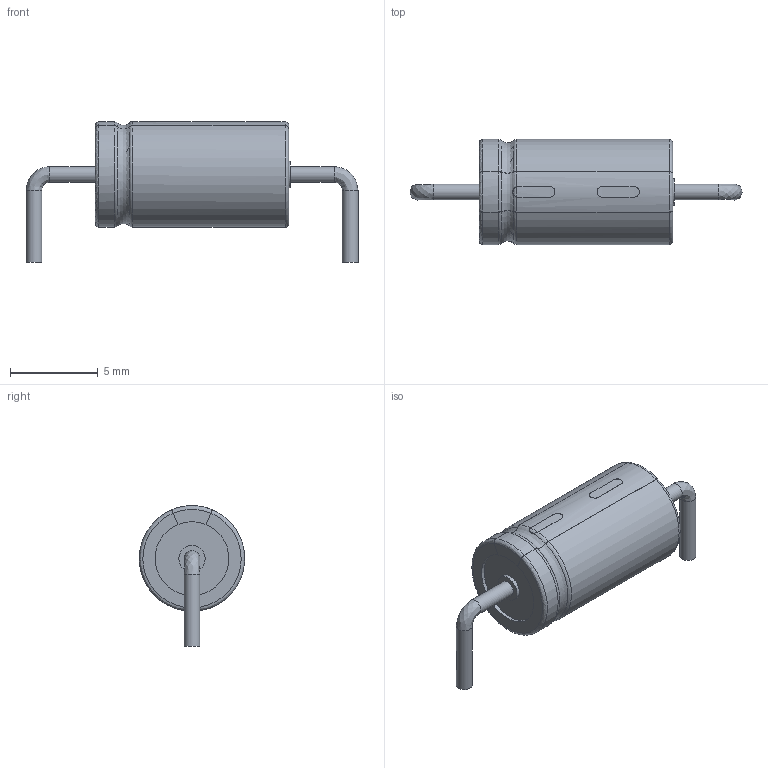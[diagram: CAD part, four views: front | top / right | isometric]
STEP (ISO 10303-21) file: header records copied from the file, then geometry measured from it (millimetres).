
FILE_DESCRIPTION(/* description */ ('model of CP_Axial_L11.0mm_D6.0mm_P18.00mm_Horizontal'),/* implementation_level */ '2;1');
FILE_NAME(/* name */ 'CP_Axial_L11.0mm_D6.0mm_P18.00mm_Horizontal.step',/* time_stamp */ '2018-04-20T19:53:42',/* author */ ('kicad StepUp','ksu'),/* organization */ ('OCC'),/* preprocessor_version */ '',/* originating_system */ 'kicad StepUp',/* authorisation */ '');
FILE_SCHEMA(('AUTOMOTIVE_DESIGN_CC2 { 1 2 10303 214 -1 1 5 4 }'));
Length unit declared in the file: millimetre
Products named in the file (1): CP_Axial_L110mm_D60mm_P1800mm_Horizontal
Bounding box: 18.9 x 6 x 8.02 mm (x, y, z)
Volume: 314.3 mm3; surface area: 341.8 mm2
Topology: 1 solids, 2 shells, 67 faces, 173 edges, 114 vertices
Faces by surface type: cylinder 27, plane 25, revolution 7, bspline 6, torus 2
Full cylindrical faces by diameter (mm): 0.9 x5, 1.5 x2
Entity records: 2088 total; most frequent: CARTESIAN_POINT 840, ORIENTED_EDGE 272, EDGE_CURVE 173, VERTEX_POINT 114, AXIS2_PLACEMENT_3D 91, FACE_BOUND 73, EDGE_LOOP 73, ADVANCED_FACE 67
